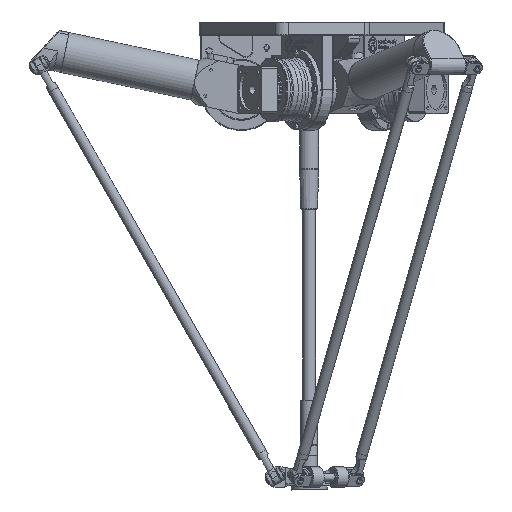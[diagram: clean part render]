
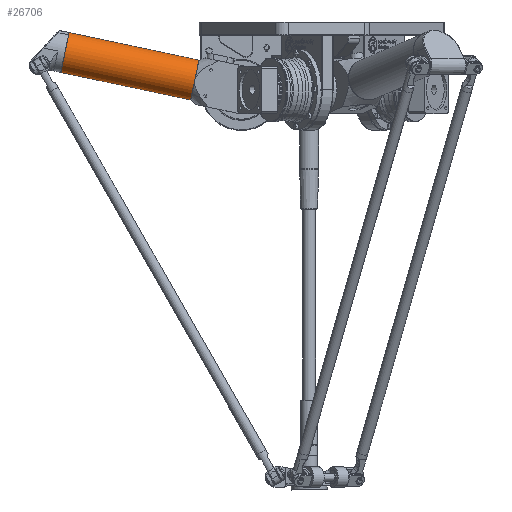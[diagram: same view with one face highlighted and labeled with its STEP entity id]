
A CAD part, front view. The second image highlights one B-rep face of the part: STEP entity #26706.
In plain terms, the highlighted cylindrical face has radius 30 mm (diameter 60 mm), a full revolution.
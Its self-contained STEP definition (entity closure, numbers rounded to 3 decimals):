
#6136=FACE_BOUND('',#9585,.T.);
#7502=FACE_OUTER_BOUND('',#9584,.T.);
#9584=EDGE_LOOP('',(#22767));
#9585=EDGE_LOOP('',(#22768));
#11068=CIRCLE('',#29488,30.);
#11069=CIRCLE('',#29490,30.);
#13251=VERTEX_POINT('',#51191);
#13252=VERTEX_POINT('',#51194);
#16528=EDGE_CURVE('',#13251,#13251,#11068,.T.);
#16529=EDGE_CURVE('',#13252,#13252,#11069,.T.);
#22767=ORIENTED_EDGE('',*,*,#16529,.T.);
#22768=ORIENTED_EDGE('',*,*,#16528,.T.);
#24927=CYLINDRICAL_SURFACE('',#29489,30.);
#26706=ADVANCED_FACE('',(#7502,#6136),#24927,.T.);
#29488=AXIS2_PLACEMENT_3D('',#51192,#36204,#36205);
#29489=AXIS2_PLACEMENT_3D('',#51193,#36206,#36207);
#29490=AXIS2_PLACEMENT_3D('',#51195,#36208,#36209);
#36204=DIRECTION('center_axis',(0.,0.,
1.));
#36205=DIRECTION('ref_axis',(-1.,0.,0.));
#36206=DIRECTION('center_axis',(0.,0.,1.));
#36207=DIRECTION('ref_axis',(-1.,0.,0.));
#36208=DIRECTION('center_axis',(0.,0.,
-1.));
#36209=DIRECTION('ref_axis',(-1.,0.,0.));
#51191=CARTESIAN_POINT('',(14.118,-26.471,-2.343));
#51192=CARTESIAN_POINT('Origin',(0.,0.,-2.343));
#51193=CARTESIAN_POINT('Origin',(0.,0.,0.));
#51194=CARTESIAN_POINT('',(14.118,-26.471,193.257));
#51195=CARTESIAN_POINT('Origin',(0.,0.,193.257));
